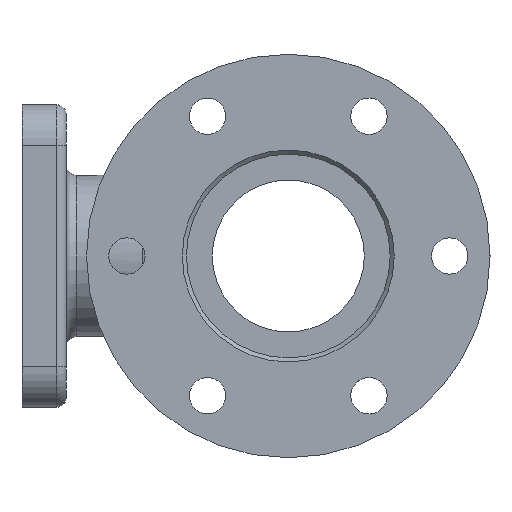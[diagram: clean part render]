
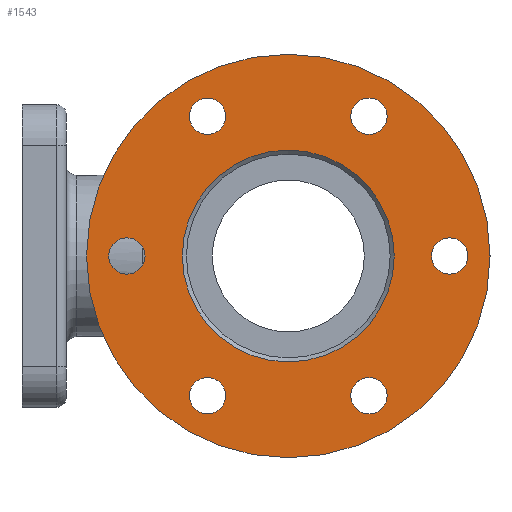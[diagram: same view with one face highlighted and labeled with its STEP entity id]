
A CAD part, left-side view. The second image highlights one B-rep face of the part: STEP entity #1543.
In plain terms, the highlighted planar face has unit normal (-1, 0, 0).
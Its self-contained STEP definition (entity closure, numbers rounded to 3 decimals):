
#45=FACE_BOUND('',#228,.T.);
#46=FACE_BOUND('',#229,.T.);
#47=FACE_BOUND('',#230,.T.);
#48=FACE_BOUND('',#231,.T.);
#49=FACE_BOUND('',#232,.T.);
#50=FACE_BOUND('',#233,.T.);
#51=FACE_BOUND('',#234,.T.);
#76=PLANE('',#1716);
#133=FACE_OUTER_BOUND('',#227,.T.);
#227=EDGE_LOOP('',(#1174));
#228=EDGE_LOOP('',(#1175,#1176));
#229=EDGE_LOOP('',(#1177,#1178));
#230=EDGE_LOOP('',(#1179,#1180));
#231=EDGE_LOOP('',(#1181,#1182));
#232=EDGE_LOOP('',(#1183,#1184));
#233=EDGE_LOOP('',(#1185,#1186));
#234=EDGE_LOOP('',(#1187,#1188));
#501=CIRCLE('',#1696,100.);
#520=CIRCLE('',#1717,52.5);
#521=CIRCLE('',#1718,52.5);
#522=CIRCLE('',#1719,9.);
#523=CIRCLE('',#1720,9.);
#524=CIRCLE('',#1721,9.);
#525=CIRCLE('',#1722,9.);
#526=CIRCLE('',#1723,9.);
#527=CIRCLE('',#1724,9.);
#528=CIRCLE('',#1725,9.);
#529=CIRCLE('',#1726,9.);
#530=CIRCLE('',#1727,9.);
#531=CIRCLE('',#1728,9.);
#532=CIRCLE('',#1729,9.);
#533=CIRCLE('',#1730,9.);
#684=VERTEX_POINT('',#5193);
#703=VERTEX_POINT('',#5234);
#704=VERTEX_POINT('',#5235);
#705=VERTEX_POINT('',#5238);
#706=VERTEX_POINT('',#5239);
#707=VERTEX_POINT('',#5242);
#708=VERTEX_POINT('',#5243);
#709=VERTEX_POINT('',#5246);
#710=VERTEX_POINT('',#5247);
#711=VERTEX_POINT('',#5250);
#712=VERTEX_POINT('',#5251);
#713=VERTEX_POINT('',#5254);
#714=VERTEX_POINT('',#5255);
#715=VERTEX_POINT('',#5258);
#716=VERTEX_POINT('',#5259);
#874=EDGE_CURVE('',#684,#684,#501,.T.);
#894=EDGE_CURVE('',#703,#704,#520,.T.);
#895=EDGE_CURVE('',#704,#703,#521,.T.);
#896=EDGE_CURVE('',#705,#706,#522,.T.);
#897=EDGE_CURVE('',#706,#705,#523,.T.);
#898=EDGE_CURVE('',#707,#708,#524,.T.);
#899=EDGE_CURVE('',#708,#707,#525,.T.);
#900=EDGE_CURVE('',#709,#710,#526,.T.);
#901=EDGE_CURVE('',#710,#709,#527,.T.);
#902=EDGE_CURVE('',#711,#712,#528,.T.);
#903=EDGE_CURVE('',#712,#711,#529,.T.);
#904=EDGE_CURVE('',#713,#714,#530,.T.);
#905=EDGE_CURVE('',#714,#713,#531,.T.);
#906=EDGE_CURVE('',#715,#716,#532,.T.);
#907=EDGE_CURVE('',#716,#715,#533,.T.);
#1174=ORIENTED_EDGE('',*,*,#874,.F.);
#1175=ORIENTED_EDGE('',*,*,#894,.T.);
#1176=ORIENTED_EDGE('',*,*,#895,.T.);
#1177=ORIENTED_EDGE('',*,*,#896,.F.);
#1178=ORIENTED_EDGE('',*,*,#897,.F.);
#1179=ORIENTED_EDGE('',*,*,#898,.F.);
#1180=ORIENTED_EDGE('',*,*,#899,.F.);
#1181=ORIENTED_EDGE('',*,*,#900,.F.);
#1182=ORIENTED_EDGE('',*,*,#901,.F.);
#1183=ORIENTED_EDGE('',*,*,#902,.F.);
#1184=ORIENTED_EDGE('',*,*,#903,.F.);
#1185=ORIENTED_EDGE('',*,*,#904,.F.);
#1186=ORIENTED_EDGE('',*,*,#905,.F.);
#1187=ORIENTED_EDGE('',*,*,#906,.F.);
#1188=ORIENTED_EDGE('',*,*,#907,.F.);
#1543=ADVANCED_FACE('',(#133,#45,#46,#47,#48,#49,#50,#51),#76,.F.);
#1696=AXIS2_PLACEMENT_3D('',#5194,#2044,#2045);
#1716=AXIS2_PLACEMENT_3D('',#5233,#2085,#2086);
#1717=AXIS2_PLACEMENT_3D('',#5236,#2087,#2088);
#1718=AXIS2_PLACEMENT_3D('',#5237,#2089,#2090);
#1719=AXIS2_PLACEMENT_3D('',#5240,#2091,#2092);
#1720=AXIS2_PLACEMENT_3D('',#5241,#2093,#2094);
#1721=AXIS2_PLACEMENT_3D('',#5244,#2095,#2096);
#1722=AXIS2_PLACEMENT_3D('',#5245,#2097,#2098);
#1723=AXIS2_PLACEMENT_3D('',#5248,#2099,#2100);
#1724=AXIS2_PLACEMENT_3D('',#5249,#2101,#2102);
#1725=AXIS2_PLACEMENT_3D('',#5252,#2103,#2104);
#1726=AXIS2_PLACEMENT_3D('',#5253,#2105,#2106);
#1727=AXIS2_PLACEMENT_3D('',#5256,#2107,#2108);
#1728=AXIS2_PLACEMENT_3D('',#5257,#2109,#2110);
#1729=AXIS2_PLACEMENT_3D('',#5260,#2111,#2112);
#1730=AXIS2_PLACEMENT_3D('',#5261,#2113,#2114);
#2044=DIRECTION('center_axis',(1.,0.,0.));
#2045=DIRECTION('ref_axis',(0.,0.,-1.));
#2085=DIRECTION('center_axis',(1.,0.,0.));
#2086=DIRECTION('ref_axis',(0.,0.,-1.));
#2087=DIRECTION('center_axis',(1.,0.,0.));
#2088=DIRECTION('ref_axis',(0.,0.,-1.));
#2089=DIRECTION('center_axis',(1.,0.,0.));
#2090=DIRECTION('ref_axis',(0.,0.,-1.));
#2091=DIRECTION('center_axis',(-1.,0.,0.));
#2092=DIRECTION('ref_axis',(0.,0.,1.));
#2093=DIRECTION('center_axis',(-1.,0.,0.));
#2094=DIRECTION('ref_axis',(0.,0.,1.));
#2095=DIRECTION('center_axis',(-1.,0.,0.));
#2096=DIRECTION('ref_axis',(0.,0.,1.));
#2097=DIRECTION('center_axis',(-1.,0.,0.));
#2098=DIRECTION('ref_axis',(0.,0.,1.));
#2099=DIRECTION('center_axis',(-1.,0.,0.));
#2100=DIRECTION('ref_axis',(0.,0.,1.));
#2101=DIRECTION('center_axis',(-1.,0.,0.));
#2102=DIRECTION('ref_axis',(0.,0.,1.));
#2103=DIRECTION('center_axis',(-1.,0.,0.));
#2104=DIRECTION('ref_axis',(0.,0.,1.));
#2105=DIRECTION('center_axis',(-1.,0.,0.));
#2106=DIRECTION('ref_axis',(0.,0.,1.));
#2107=DIRECTION('center_axis',(-1.,0.,0.));
#2108=DIRECTION('ref_axis',(0.,0.,1.));
#2109=DIRECTION('center_axis',(-1.,0.,0.));
#2110=DIRECTION('ref_axis',(0.,0.,1.));
#2111=DIRECTION('center_axis',(-1.,0.,0.));
#2112=DIRECTION('ref_axis',(0.,0.,1.));
#2113=DIRECTION('center_axis',(-1.,0.,0.));
#2114=DIRECTION('ref_axis',(0.,0.,1.));
#5193=CARTESIAN_POINT('',(-184.,-132.,-100.));
#5194=CARTESIAN_POINT('Origin',(-184.,-132.,0.));
#5233=CARTESIAN_POINT('Origin',(-184.,-132.,0.));
#5234=CARTESIAN_POINT('',(-184.,-132.,-52.5));
#5235=CARTESIAN_POINT('',(-184.,-132.,52.5));
#5236=CARTESIAN_POINT('Origin',(-184.,-132.,0.));
#5237=CARTESIAN_POINT('Origin',(-184.,-132.,0.));
#5238=CARTESIAN_POINT('',(-184.,-52.,9.));
#5239=CARTESIAN_POINT('',(-184.,-52.,-9.));
#5240=CARTESIAN_POINT('Origin',(-184.,-52.,0.));
#5241=CARTESIAN_POINT('Origin',(-184.,-52.,0.));
#5242=CARTESIAN_POINT('',(-184.,-92.,-60.282));
#5243=CARTESIAN_POINT('',(-184.,-92.,-78.282));
#5244=CARTESIAN_POINT('Origin',(-184.,-92.,-69.282));
#5245=CARTESIAN_POINT('Origin',(-184.,-92.,-69.282));
#5246=CARTESIAN_POINT('',(-184.,-172.,-60.282));
#5247=CARTESIAN_POINT('',(-184.,-172.,-78.282));
#5248=CARTESIAN_POINT('Origin',(-184.,-172.,-69.282));
#5249=CARTESIAN_POINT('Origin',(-184.,-172.,-69.282));
#5250=CARTESIAN_POINT('',(-184.,-212.,9.));
#5251=CARTESIAN_POINT('',(-184.,-212.,-9.));
#5252=CARTESIAN_POINT('Origin',(-184.,-212.,0.));
#5253=CARTESIAN_POINT('Origin',(-184.,-212.,0.));
#5254=CARTESIAN_POINT('',(-184.,-172.,78.282));
#5255=CARTESIAN_POINT('',(-184.,-172.,60.282));
#5256=CARTESIAN_POINT('Origin',(-184.,-172.,69.282));
#5257=CARTESIAN_POINT('Origin',(-184.,-172.,69.282));
#5258=CARTESIAN_POINT('',(-184.,-92.,78.282));
#5259=CARTESIAN_POINT('',(-184.,-92.,60.282));
#5260=CARTESIAN_POINT('Origin',(-184.,-92.,69.282));
#5261=CARTESIAN_POINT('Origin',(-184.,-92.,69.282));
